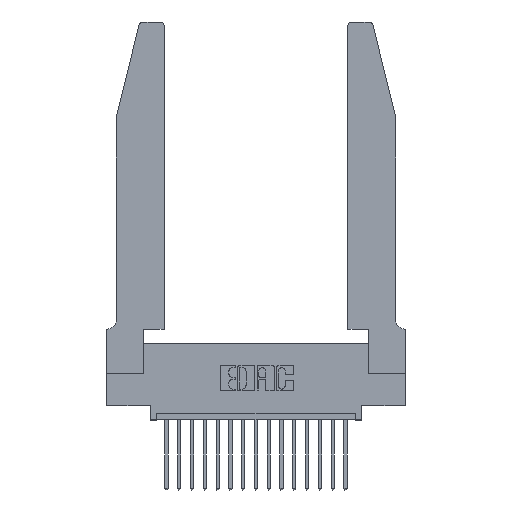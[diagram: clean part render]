
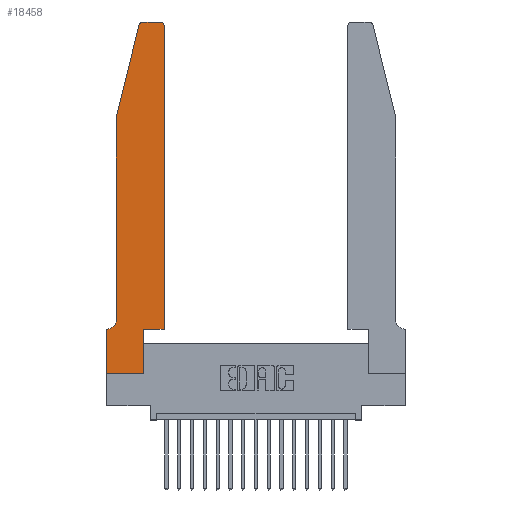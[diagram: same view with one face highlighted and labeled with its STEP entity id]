
A CAD part, top view. The second image highlights one B-rep face of the part: STEP entity #18458.
In plain terms, the highlighted planar face has unit normal (0, 0, 1).
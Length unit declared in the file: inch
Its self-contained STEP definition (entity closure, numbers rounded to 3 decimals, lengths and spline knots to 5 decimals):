
#428 = CARTESIAN_POINT ( 'NONE',  ( 0.4505, 0.35, 0.37 ) ) ;
#926 = ORIENTED_EDGE ( 'NONE', *, *, #8156, .T. ) ;
#1240 = LINE ( 'NONE', #11193, #14483 ) ;
#1269 = VERTEX_POINT ( 'NONE', #17184 ) ;
#1282 = LINE ( 'NONE', #16934, #3914 ) ;
#1339 = CARTESIAN_POINT ( 'NONE',  ( 0.0755, 2., 0.37 ) ) ;
#1984 = DIRECTION ( 'NONE',  ( 1., 0., 0. ) ) ;
#2280 = VERTEX_POINT ( 'NONE', #1339 ) ;
#2543 = VECTOR ( 'NONE', #1984, 39.37008 ) ;
#2867 = DIRECTION ( 'NONE',  ( 0., 0., 1. ) ) ;
#2973 = VERTEX_POINT ( 'NONE', #3626 ) ;
#3007 = EDGE_CURVE ( 'NONE', #19165, #2280, #9399, .T. ) ;
#3166 = EDGE_CURVE ( 'NONE', #15257, #16037, #15619, .T. ) ;
#3220 = VECTOR ( 'NONE', #9128, 39.37008 ) ;
#3506 = DIRECTION ( 'NONE',  ( -1., 0., 0. ) ) ;
#3624 = VERTEX_POINT ( 'NONE', #9729 ) ;
#3626 = CARTESIAN_POINT ( 'NONE',  ( 0.2865, 0., 0.37 ) ) ;
#3914 = VECTOR ( 'NONE', #7739, 39.37008 ) ;
#3944 = ORIENTED_EDGE ( 'NONE', *, *, #5823, .T. ) ;
#4134 = LINE ( 'NONE', #11173, #6046 ) ;
#4421 = ORIENTED_EDGE ( 'NONE', *, *, #8225, .T. ) ;
#4457 = ORIENTED_EDGE ( 'NONE', *, *, #7300, .T. ) ;
#5167 = CARTESIAN_POINT ( 'NONE',  ( 0.4205, 2.75, 0.37 ) ) ;
#5232 = CARTESIAN_POINT ( 'NONE',  ( 0.0755, 0.35, 0.37 ) ) ;
#5294 = DIRECTION ( 'NONE',  ( -1., 0., 0. ) ) ;
#5308 = VECTOR ( 'NONE', #6657, 39.37008 ) ;
#5823 = EDGE_CURVE ( 'NONE', #1269, #11201, #7101, .T. ) ;
#5853 = LINE ( 'NONE', #19690, #3220 ) ;
#5881 = CARTESIAN_POINT ( 'NONE',  ( 0., 0., 0.37 ) ) ;
#6046 = VECTOR ( 'NONE', #3506, 39.37008 ) ;
#6140 = VERTEX_POINT ( 'NONE', #15552 ) ;
#6594 = ORIENTED_EDGE ( 'NONE', *, *, #12656, .T. ) ;
#6657 = DIRECTION ( 'NONE',  ( -0.239, -0.971, 0. ) ) ;
#6789 = VERTEX_POINT ( 'NONE', #11495 ) ;
#6900 = EDGE_CURVE ( 'NONE', #6140, #2973, #8074, .T. ) ;
#7101 = LINE ( 'NONE', #12533, #2543 ) ;
#7300 = EDGE_CURVE ( 'NONE', #11201, #15257, #5853, .T. ) ;
#7739 = DIRECTION ( 'NONE',  ( 0., -1., 0. ) ) ;
#8074 = LINE ( 'NONE', #5881, #15709 ) ;
#8156 = EDGE_CURVE ( 'NONE', #6789, #6140, #1282, .T. ) ;
#8213 = EDGE_CURVE ( 'NONE', #13997, #19165, #8980, .T. ) ;
#8225 = EDGE_CURVE ( 'NONE', #16037, #13997, #4134, .T. ) ;
#8574 = VERTEX_POINT ( 'NONE', #9273 ) ;
#8684 = PLANE ( 'NONE',  #17833 ) ;
#8980 = CIRCLE ( 'NONE', #13883, 0.03 ) ;
#9128 = DIRECTION ( 'NONE',  ( 0., 1., 0. ) ) ;
#9232 = DIRECTION ( 'NONE',  ( -1., 0., 0. ) ) ;
#9273 = CARTESIAN_POINT ( 'NONE',  ( 0.0055, 0.35, 0.37 ) ) ;
#9305 = DIRECTION ( 'NONE',  ( 0., 0., -1. ) ) ;
#9343 = VECTOR ( 'NONE', #5294, 39.37008 ) ;
#9399 = LINE ( 'NONE', #11230, #5308 ) ;
#9520 = AXIS2_PLACEMENT_3D ( 'NONE', #18394, #9305, #9232 ) ;
#9729 = CARTESIAN_POINT ( 'NONE',  ( 0.0755, 0.42, 0.37 ) ) ;
#9836 = CARTESIAN_POINT ( 'NONE',  ( 0.4505, 2.72, 0.37 ) ) ;
#9925 = CARTESIAN_POINT ( 'NONE',  ( 0.2865, 0.35, 0.37 ) ) ;
#10109 = ORIENTED_EDGE ( 'NONE', *, *, #3166, .T. ) ;
#10137 = CARTESIAN_POINT ( 'NONE',  ( 0.4205, 2.72, 0.37 ) ) ;
#10206 = DIRECTION ( 'NONE',  ( 1., 0., 0. ) ) ;
#10256 = ORIENTED_EDGE ( 'NONE', *, *, #14651, .T. ) ;
#10306 = ORIENTED_EDGE ( 'NONE', *, *, #18037, .T. ) ;
#11173 = CARTESIAN_POINT ( 'NONE',  ( 0.2605, 2.75, 0.37 ) ) ;
#11193 = CARTESIAN_POINT ( 'NONE',  ( 0.0755, 2., 0.37 ) ) ;
#11201 = VERTEX_POINT ( 'NONE', #428 ) ;
#11230 = CARTESIAN_POINT ( 'NONE',  ( 0.0755, 2., 0.37 ) ) ;
#11309 = DIRECTION ( 'NONE',  ( 1., 0., 0. ) ) ;
#11495 = CARTESIAN_POINT ( 'NONE',  ( 0., 0.35, 0.37 ) ) ;
#11549 = DIRECTION ( 'NONE',  ( 0., 1., 0. ) ) ;
#12124 = VECTOR ( 'NONE', #11549, 39.37008 ) ;
#12533 = CARTESIAN_POINT ( 'NONE',  ( 0.4505, 0.35, 0.37 ) ) ;
#12656 = EDGE_CURVE ( 'NONE', #8574, #6789, #13426, .T. ) ;
#12726 = ORIENTED_EDGE ( 'NONE', *, *, #3007, .T. ) ;
#12730 = CARTESIAN_POINT ( 'NONE',  ( 0.284, 2.72, 0.37 ) ) ;
#12752 = DIRECTION ( 'NONE',  ( 0., -1., 0. ) ) ;
#12888 = CARTESIAN_POINT ( 'NONE',  ( 0.25487, 2.72718, 0.37 ) ) ;
#13312 = ORIENTED_EDGE ( 'NONE', *, *, #6900, .T. ) ;
#13426 = LINE ( 'NONE', #5232, #9343 ) ;
#13883 = AXIS2_PLACEMENT_3D ( 'NONE', #12730, #18867, #11309 ) ;
#13997 = VERTEX_POINT ( 'NONE', #16126 ) ;
#14483 = VECTOR ( 'NONE', #12752, 39.37008 ) ;
#14651 = EDGE_CURVE ( 'NONE', #2973, #1269, #18112, .T. ) ;
#15257 = VERTEX_POINT ( 'NONE', #9836 ) ;
#15399 = FACE_OUTER_BOUND ( 'NONE', #16197, .T. ) ;
#15552 = CARTESIAN_POINT ( 'NONE',  ( 0., 0., 0.37 ) ) ;
#15619 = CIRCLE ( 'NONE', #17905, 0.03 ) ;
#15709 = VECTOR ( 'NONE', #16751, 39.37008 ) ;
#16037 = VERTEX_POINT ( 'NONE', #5167 ) ;
#16126 = CARTESIAN_POINT ( 'NONE',  ( 0.284, 2.75, 0.37 ) ) ;
#16188 = ORIENTED_EDGE ( 'NONE', *, *, #8213, .T. ) ;
#16197 = EDGE_LOOP ( 'NONE', ( #4421, #16188, #12726, #19752, #10306, #6594, #926, #13312, #10256, #3944, #4457, #10109 ) ) ;
#16751 = DIRECTION ( 'NONE',  ( 1., 0., 0. ) ) ;
#16934 = CARTESIAN_POINT ( 'NONE',  ( 0., 0., 0.37 ) ) ;
#17184 = CARTESIAN_POINT ( 'NONE',  ( 0.2865, 0.35, 0.37 ) ) ;
#17502 = DIRECTION ( 'NONE',  ( 1., 0., 0. ) ) ;
#17633 = EDGE_CURVE ( 'NONE', #2280, #3624, #1240, .T. ) ;
#17794 = CIRCLE ( 'NONE', #9520, 0.07 ) ;
#17833 = AXIS2_PLACEMENT_3D ( 'NONE', #19472, #2867, #17502 ) ;
#17905 = AXIS2_PLACEMENT_3D ( 'NONE', #10137, #18021, #10206 ) ;
#18021 = DIRECTION ( 'NONE',  ( 0., 0., 1. ) ) ;
#18037 = EDGE_CURVE ( 'NONE', #3624, #8574, #17794, .T. ) ;
#18112 = LINE ( 'NONE', #9925, #12124 ) ;
#18394 = CARTESIAN_POINT ( 'NONE',  ( 0.0055, 0.42, 0.37 ) ) ;
#18458 = ADVANCED_FACE ( 'NONE', ( #15399 ), #8684, .T. ) ;
#18867 = DIRECTION ( 'NONE',  ( 0., 0., 1. ) ) ;
#19165 = VERTEX_POINT ( 'NONE', #12888 ) ;
#19472 = CARTESIAN_POINT ( 'NONE',  ( 0., 0.35, 0.37 ) ) ;
#19690 = CARTESIAN_POINT ( 'NONE',  ( 0.4505, 0.35, 0.37 ) ) ;
#19752 = ORIENTED_EDGE ( 'NONE', *, *, #17633, .T. ) ;
